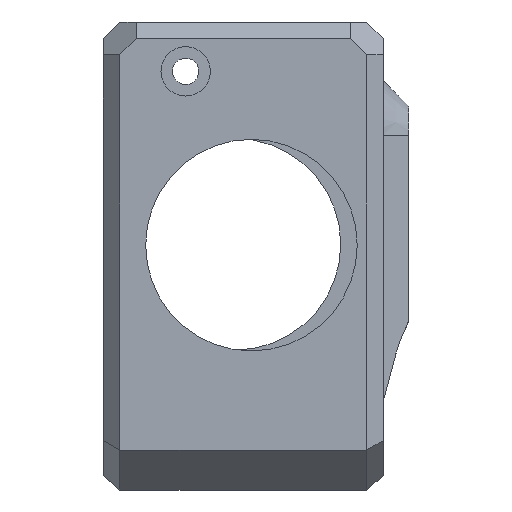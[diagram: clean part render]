
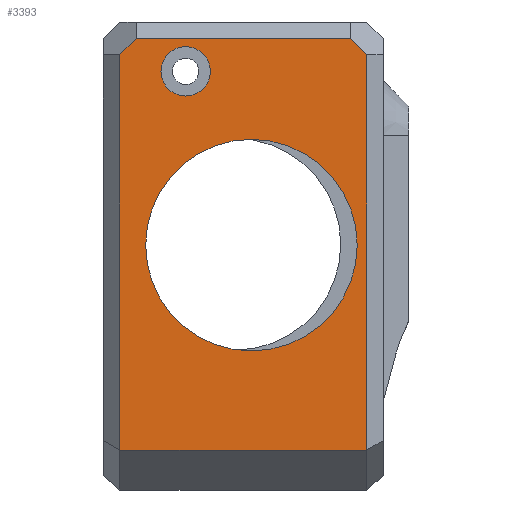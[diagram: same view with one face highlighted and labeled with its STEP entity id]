
A CAD part, left-side view. The second image highlights one B-rep face of the part: STEP entity #3393.
In plain terms, the highlighted planar face has unit normal (-1, 0, 0).
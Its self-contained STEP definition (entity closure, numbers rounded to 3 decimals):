
#168=CIRCLE('',#3611,3.);
#169=CIRCLE('',#3612,12.85);
#217=FACE_BOUND('',#647,.T.);
#218=FACE_BOUND('',#648,.T.);
#219=FACE_BOUND('',#649,.T.);
#456=FACE_OUTER_BOUND('',#646,.T.);
#646=EDGE_LOOP('',(#2888,#2889,#2890,#2891,#2892,#2893));
#647=EDGE_LOOP('',(#2894));
#648=EDGE_LOOP('',(#2895,#2896));
#649=EDGE_LOOP('',(#2897));
#901=LINE('',#6930,#1193);
#906=LINE('',#6938,#1198);
#909=LINE('',#6946,#1201);
#916=LINE('',#6958,#1208);
#921=LINE('',#6968,#1213);
#942=LINE('',#7015,#1234);
#943=LINE('',#7020,#1235);
#1193=VECTOR('',#4126,10.);
#1198=VECTOR('',#4133,10.);
#1201=VECTOR('',#4140,10.);
#1208=VECTOR('',#4149,10.);
#1213=VECTOR('',#4158,10.);
#1234=VECTOR('',#4195,10.);
#1235=VECTOR('',#4198,10.);
#1544=VERTEX_POINT('',#6918);
#1546=VERTEX_POINT('',#6924);
#1547=VERTEX_POINT('',#6928);
#1548=VERTEX_POINT('',#6929);
#1552=VERTEX_POINT('',#6944);
#1553=VERTEX_POINT('',#6945);
#1579=VERTEX_POINT('',#7016);
#1580=VERTEX_POINT('',#7018);
#1581=VERTEX_POINT('',#7019);
#1582=VERTEX_POINT('',#7021);
#1995=EDGE_CURVE('',#1547,#1548,#901,.T.);
#2000=EDGE_CURVE('',#1548,#1544,#906,.T.);
#2003=EDGE_CURVE('',#1552,#1553,#909,.T.);
#2010=EDGE_CURVE('',#1553,#1547,#916,.T.);
#2015=EDGE_CURVE('',#1546,#1552,#921,.T.);
#2039=EDGE_CURVE('',#1544,#1546,#942,.T.);
#2040=EDGE_CURVE('',#1579,#1579,#168,.T.);
#2041=EDGE_CURVE('',#1580,#1581,#943,.T.);
#2042=EDGE_CURVE('',#1582,#1582,#169,.T.);
#2888=ORIENTED_EDGE('',*,*,#2015,.F.);
#2889=ORIENTED_EDGE('',*,*,#2039,.F.);
#2890=ORIENTED_EDGE('',*,*,#2000,.F.);
#2891=ORIENTED_EDGE('',*,*,#1995,.F.);
#2892=ORIENTED_EDGE('',*,*,#2010,.F.);
#2893=ORIENTED_EDGE('',*,*,#2003,.F.);
#2894=ORIENTED_EDGE('',*,*,#2040,.F.);
#2895=ORIENTED_EDGE('',*,*,#2041,.F.);
#2896=ORIENTED_EDGE('',*,*,#2041,.T.);
#2897=ORIENTED_EDGE('',*,*,#2042,.F.);
#3249=PLANE('',#3610);
#3393=ADVANCED_FACE('',(#456,#217,#218,#219),#3249,.F.);
#3610=AXIS2_PLACEMENT_3D('',#7014,#4193,#4194);
#3611=AXIS2_PLACEMENT_3D('',#7017,#4196,#4197);
#3612=AXIS2_PLACEMENT_3D('',#7022,#4199,#4200);
#4126=DIRECTION('',(0.,-0.707,-0.707));
#4133=DIRECTION('',(0.,0.,-1.));
#4140=DIRECTION('',(0.,-0.707,0.707));
#4149=DIRECTION('',(0.,-1.,0.));
#4158=DIRECTION('',(0.,0.,1.));
#4193=DIRECTION('center_axis',(1.,0.,0.));
#4194=DIRECTION('ref_axis',(0.,1.,0.));
#4195=DIRECTION('',(0.,1.,0.));
#4196=DIRECTION('center_axis',(-1.,0.,0.));
#4197=DIRECTION('ref_axis',(0.,1.,0.));
#4198=DIRECTION('',(0.,-1.,0.));
#4199=DIRECTION('center_axis',(-1.,0.,0.));
#4200=DIRECTION('ref_axis',(0.,1.,0.));
#6918=CARTESIAN_POINT('',(-28.5,-17.,6.988));
#6924=CARTESIAN_POINT('',(-28.5,13.,6.988));
#6928=CARTESIAN_POINT('',(-28.5,-15.,57.));
#6929=CARTESIAN_POINT('',(-28.5,-17.,55.));
#6930=CARTESIAN_POINT('',(-28.5,-17.75,54.25));
#6938=CARTESIAN_POINT('',(-28.5,-17.,26.));
#6944=CARTESIAN_POINT('',(-28.5,13.,55.));
#6945=CARTESIAN_POINT('',(-28.5,11.,57.));
#6946=CARTESIAN_POINT('',(-28.5,12.75,55.25));
#6958=CARTESIAN_POINT('',(-28.5,-10.5,57.));
#6968=CARTESIAN_POINT('',(-28.5,13.,48.));
#7014=CARTESIAN_POINT('Origin',(-28.5,-2.,37.));
#7015=CARTESIAN_POINT('',(-28.5,-10.5,6.988));
#7016=CARTESIAN_POINT('',(-28.5,2.,53.));
#7017=CARTESIAN_POINT('Origin',(-28.5,5.,53.));
#7018=CARTESIAN_POINT('',(-28.5,12.,49.));
#7019=CARTESIAN_POINT('',(-28.5,-16.,49.));
#7020=CARTESIAN_POINT('',(-28.5,-2.,49.));
#7021=CARTESIAN_POINT('',(-28.5,-15.847,31.893));
#7022=CARTESIAN_POINT('Origin',(-28.5,-2.997,31.893));
